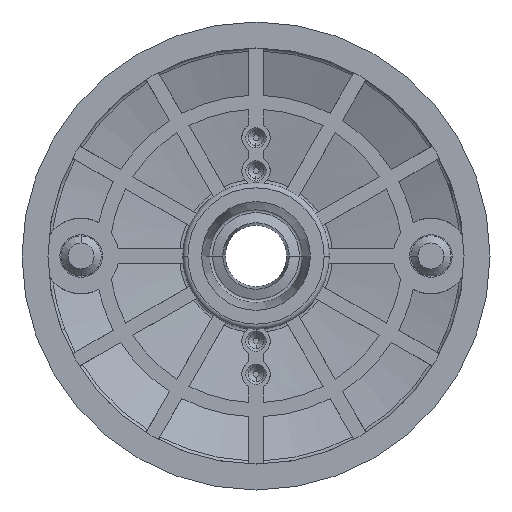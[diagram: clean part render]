
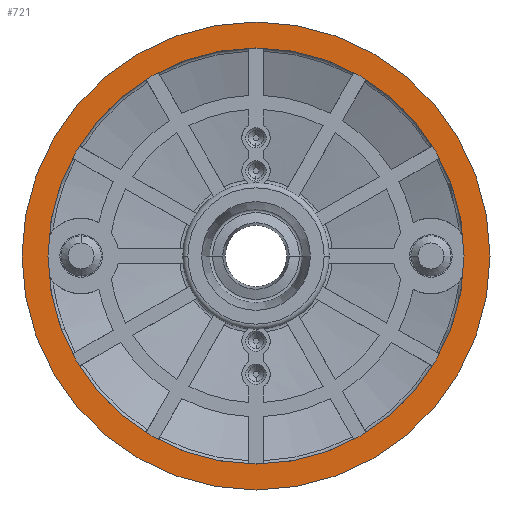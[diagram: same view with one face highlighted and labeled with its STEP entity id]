
A CAD part, front view. The second image highlights one B-rep face of the part: STEP entity #721.
In plain terms, the highlighted planar face has unit normal (0, -1, 0).
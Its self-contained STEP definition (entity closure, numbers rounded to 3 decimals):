
#94 = AXIS2_PLACEMENT_3D ( 'NONE', #6894, #3247, #7480 ) ;
#206 = PLANE ( 'NONE',  #1271 ) ;
#229 = CARTESIAN_POINT ( 'NONE',  ( -44., 0., 0. ) ) ;
#428 = CARTESIAN_POINT ( 'NONE',  ( -49.5, 0., 0. ) ) ;
#640 = CARTESIAN_POINT ( 'NONE',  ( 0., 0., 0. ) ) ;
#721 = ADVANCED_FACE ( 'NONE', ( #5464, #756 ), #206, .T. ) ;
#756 = FACE_OUTER_BOUND ( 'NONE', #997, .T. ) ;
#997 = EDGE_LOOP ( 'NONE', ( #7736, #4939 ) ) ;
#1196 = DIRECTION ( 'NONE',  ( 0., 1., 0. ) ) ;
#1263 = DIRECTION ( 'NONE',  ( -1., 0., 0. ) ) ;
#1271 = AXIS2_PLACEMENT_3D ( 'NONE', #229, #5757, #2085 ) ;
#1304 = CIRCLE ( 'NONE', #94, 44. ) ;
#1451 = VERTEX_POINT ( 'NONE', #428 ) ;
#2039 = DIRECTION ( 'NONE',  ( 0., 1., 0. ) ) ;
#2085 = DIRECTION ( 'NONE',  ( 1., 0., 0. ) ) ;
#2930 = VERTEX_POINT ( 'NONE', #5096 ) ;
#3247 = DIRECTION ( 'NONE',  ( 0., 1., 0. ) ) ;
#3827 = ORIENTED_EDGE ( 'NONE', *, *, #3926, .T. ) ;
#3926 = EDGE_CURVE ( 'NONE', #2930, #4862, #5746, .T. ) ;
#4277 = CARTESIAN_POINT ( 'NONE',  ( 49.5, 0., 0. ) ) ;
#4285 = EDGE_CURVE ( 'NONE', #1451, #6415, #7251, .T. ) ;
#4862 = VERTEX_POINT ( 'NONE', #5704 ) ;
#4875 = CARTESIAN_POINT ( 'NONE',  ( 0., 0., 0. ) ) ;
#4939 = ORIENTED_EDGE ( 'NONE', *, *, #4285, .F. ) ;
#4949 = DIRECTION ( 'NONE',  ( 0., 1., 0. ) ) ;
#5062 = CIRCLE ( 'NONE', #6149, 49.5 ) ;
#5096 = CARTESIAN_POINT ( 'NONE',  ( 44., 0., 0. ) ) ;
#5464 = FACE_BOUND ( 'NONE', #7809, .T. ) ;
#5486 = DIRECTION ( 'NONE',  ( -1., 0., 0. ) ) ;
#5700 = CARTESIAN_POINT ( 'NONE',  ( 0., 0., 0. ) ) ;
#5704 = CARTESIAN_POINT ( 'NONE',  ( -44., 0., 0. ) ) ;
#5746 = CIRCLE ( 'NONE', #6934, 44. ) ;
#5752 = ORIENTED_EDGE ( 'NONE', *, *, #7651, .T. ) ;
#5757 = DIRECTION ( 'NONE',  ( 0., -1., 0. ) ) ;
#6149 = AXIS2_PLACEMENT_3D ( 'NONE', #4875, #1196, #5486 ) ;
#6304 = DIRECTION ( 'NONE',  ( -1., 0., 0. ) ) ;
#6415 = VERTEX_POINT ( 'NONE', #4277 ) ;
#6894 = CARTESIAN_POINT ( 'NONE',  ( 0., 0., 0. ) ) ;
#6934 = AXIS2_PLACEMENT_3D ( 'NONE', #640, #4949, #1263 ) ;
#7189 = AXIS2_PLACEMENT_3D ( 'NONE', #5700, #2039, #6304 ) ;
#7251 = CIRCLE ( 'NONE', #7189, 49.5 ) ;
#7369 = EDGE_CURVE ( 'NONE', #6415, #1451, #5062, .T. ) ;
#7480 = DIRECTION ( 'NONE',  ( -1., 0., 0. ) ) ;
#7651 = EDGE_CURVE ( 'NONE', #4862, #2930, #1304, .T. ) ;
#7736 = ORIENTED_EDGE ( 'NONE', *, *, #7369, .F. ) ;
#7809 = EDGE_LOOP ( 'NONE', ( #5752, #3827 ) ) ;
